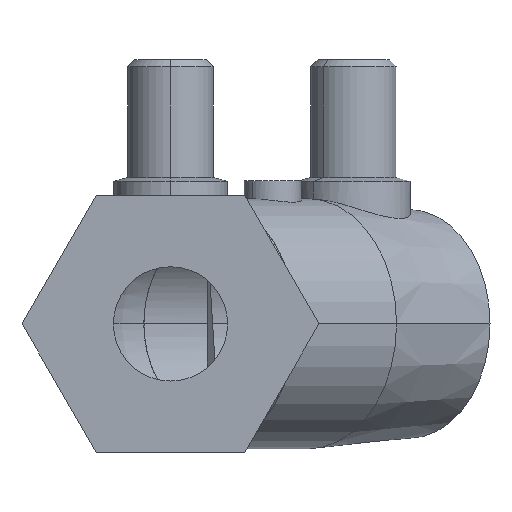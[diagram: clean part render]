
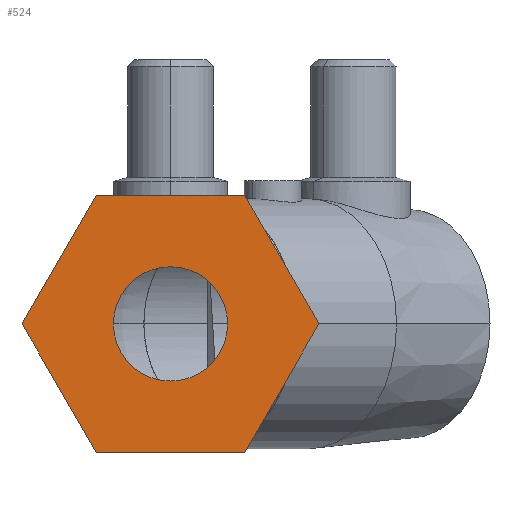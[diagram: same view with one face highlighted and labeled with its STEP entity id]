
A CAD part, left-side view. The second image highlights one B-rep face of the part: STEP entity #524.
In plain terms, the highlighted planar face has unit normal (-1, 0, 0).
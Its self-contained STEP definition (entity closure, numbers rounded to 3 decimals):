
#396 = VERTEX_POINT( '', #1100 );
#412 = EDGE_CURVE( '', #1004, #878, #1116, .T. );
#470 = EDGE_CURVE( '', #396, #596, #1187, .T. );
#488 = VERTEX_POINT( '', #1206 );
#516 = VERTEX_POINT( '', #1239 );
#520 = EDGE_CURVE( '', #878, #868, #1243, .T. );
#524 = ADVANCED_FACE( '', ( #1247, #1248 ), #1249, .T. );
#596 = VERTEX_POINT( '', #1325 );
#600 = VERTEX_POINT( '', #1329 );
#634 = EDGE_CURVE( '', #596, #488, #1369, .T. );
#816 = EDGE_CURVE( '', #868, #396, #1579, .T. );
#868 = VERTEX_POINT( '', #1637 );
#878 = VERTEX_POINT( '', #1648 );
#918 = EDGE_CURVE( '', #600, #516, #1693, .T. );
#922 = EDGE_CURVE( '', #516, #600, #1698, .T. );
#1004 = VERTEX_POINT( '', #1789 );
#1022 = EDGE_CURVE( '', #488, #1004, #1807, .T. );
#1100 = CARTESIAN_POINT( '', ( -98.374, 15.518, -18. ) );
#1116 = LINE( '', #1963, #1964 );
#1187 = LINE( '', #2048, #2049 );
#1206 = CARTESIAN_POINT( '', ( -98.374, -15.659, 0. ) );
#1239 = CARTESIAN_POINT( '', ( -98.374, -2.874, 0. ) );
#1243 = LINE( '', #2139, #2140 );
#1247 = FACE_BOUND( '', #2146, .T. );
#1248 = FACE_OUTER_BOUND( '', #2147, .T. );
#1249 = PLANE( '', #2148 );
#1325 = CARTESIAN_POINT( '', ( -98.374, -5.267, -18. ) );
#1329 = CARTESIAN_POINT( '', ( -98.374, 13.126, 0. ) );
#1369 = LINE( '', #2444, #2445 );
#1579 = LINE( '', #2799, #2800 );
#1637 = CARTESIAN_POINT( '', ( -98.374, 25.91, 0. ) );
#1648 = CARTESIAN_POINT( '', ( -98.374, 15.518, 18. ) );
#1693 = CIRCLE( '', #3016, 8. );
#1698 = CIRCLE( '', #3022, 8. );
#1789 = CARTESIAN_POINT( '', ( -98.374, -5.267, 18. ) );
#1807 = LINE( '', #3285, #3286 );
#1963 = CARTESIAN_POINT( '', ( -98.374, 17.404, 18. ) );
#1964 = VECTOR( '', #3384, 1. );
#2048 = CARTESIAN_POINT( '', ( -98.374, 7.011, -18. ) );
#2049 = VECTOR( '', #3508, 1. );
#2139 = CARTESIAN_POINT( '', ( -98.374, 25.083, 1.433 ) );
#2140 = VECTOR( '', #3573, 1. );
#2146 = EDGE_LOOP( '', ( #3576, #3577 ) );
#2147 = EDGE_LOOP( '', ( #3578, #3579, #3580, #3581, #3582, #3583 ) );
#2148 = AXIS2_PLACEMENT_3D( '', #3584, #3585, #3586 );
#2444 = CARTESIAN_POINT( '', ( -98.374, -11.29, -7.567 ) );
#2445 = VECTOR( '', #3697, 1. );
#2799 = CARTESIAN_POINT( '', ( -98.374, 19.887, -10.433 ) );
#2800 = VECTOR( '', #3973, 1. );
#3016 = AXIS2_PLACEMENT_3D( '', #4107, #4108, #4109 );
#3022 = AXIS2_PLACEMENT_3D( '', #4120, #4121, #4122 );
#3285 = CARTESIAN_POINT( '', ( -98.374, -6.094, 16.567 ) );
#3286 = VECTOR( '', #4224, 1. );
#3384 = DIRECTION( '', ( 0., 1., 0. ) );
#3508 = DIRECTION( '', ( 0., -1., 0. ) );
#3573 = DIRECTION( '', ( 0., 0.5, -0.866 ) );
#3576 = ORIENTED_EDGE( '', *, *, #918, .T. );
#3577 = ORIENTED_EDGE( '', *, *, #922, .T. );
#3578 = ORIENTED_EDGE( '', *, *, #1022, .T. );
#3579 = ORIENTED_EDGE( '', *, *, #412, .T. );
#3580 = ORIENTED_EDGE( '', *, *, #520, .T. );
#3581 = ORIENTED_EDGE( '', *, *, #816, .T. );
#3582 = ORIENTED_EDGE( '', *, *, #470, .T. );
#3583 = ORIENTED_EDGE( '', *, *, #634, .T. );
#3584 = CARTESIAN_POINT( '', ( -98.374, 19.29, 0. ) );
#3585 = DIRECTION( '', ( -1., 0., 0. ) );
#3586 = DIRECTION( '', ( 0., 1., 0. ) );
#3697 = DIRECTION( '', ( 0., -0.5, 0.866 ) );
#3973 = DIRECTION( '', ( 0., -0.5, -0.866 ) );
#4107 = CARTESIAN_POINT( '', ( -98.374, 5.126, 0. ) );
#4108 = DIRECTION( '', ( 1., 0., 0. ) );
#4109 = DIRECTION( '', ( 0., 1., 0. ) );
#4120 = CARTESIAN_POINT( '', ( -98.374, 5.126, 0. ) );
#4121 = DIRECTION( '', ( 1., 0., 0. ) );
#4122 = DIRECTION( '', ( 0., 1., 0. ) );
#4224 = DIRECTION( '', ( 0., 0.5, 0.866 ) );
